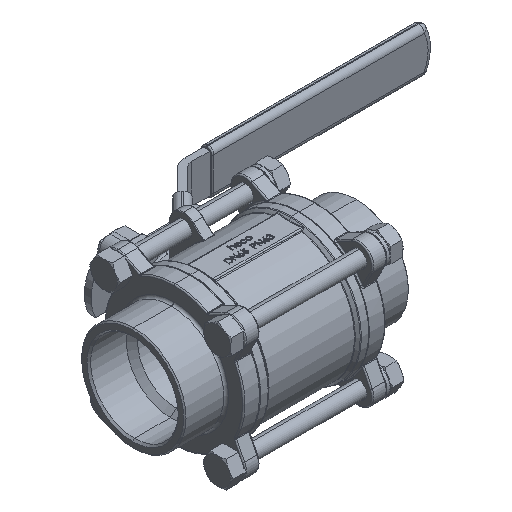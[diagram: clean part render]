
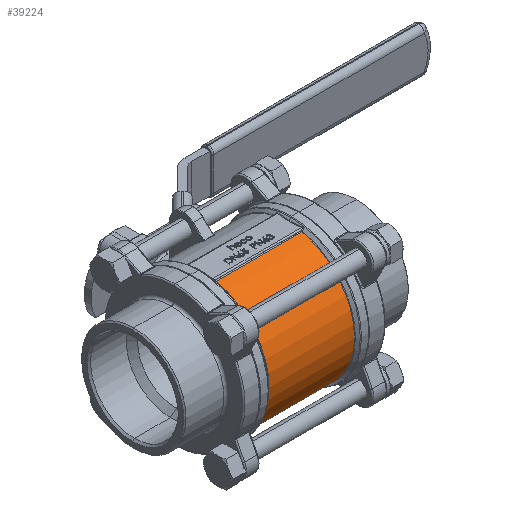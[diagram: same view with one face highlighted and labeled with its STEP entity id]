
A CAD part, isometric view. The second image highlights one B-rep face of the part: STEP entity #39224.
In plain terms, the highlighted cylindrical face has radius 55 mm (diameter 110 mm), a partial arc.
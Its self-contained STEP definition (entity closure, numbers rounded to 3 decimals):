
#1053 = CARTESIAN_POINT ( 'NONE',  ( -35.21, -11.138, -53.86 ) ) ;
#1054 = CARTESIAN_POINT ( 'NONE',  ( -34.654, -11., -53.889 ) ) ;
#1055 = B_SPLINE_CURVE_WITH_KNOTS ( 'NONE', 3,
 ( #1053, #1108, #1107, #1106, #1104, #1103 ),
 .UNSPECIFIED., .F., .F.,
 ( 4, 2, 4 ),
 ( 0., 0., 0.001 ),
 .UNSPECIFIED. ) ;
#1056 = CARTESIAN_POINT ( 'NONE',  ( -35.21, -11.138, -53.86 ) ) ;
#1057 = DIRECTION ( 'NONE',  ( 0., 0., -1. ) ) ;
#1058 = DIRECTION ( 'NONE',  ( 1., 0., 0. ) ) ;
#1059 = AXIS2_PLACEMENT_3D ( 'NONE', #1065, #1058, #1057 ) ;
#1060 = CIRCLE ( 'NONE', #1059, 55. ) ;
#1065 = CARTESIAN_POINT ( 'NONE',  ( -35.21, 0., 0. ) ) ;
#1082 = CARTESIAN_POINT ( 'NONE',  ( 35.21, -11.553, 53.773 ) ) ;
#1083 = DIRECTION ( 'NONE',  ( 0., 0., -1. ) ) ;
#1084 = DIRECTION ( 'NONE',  ( -1., 0., 0. ) ) ;
#1085 = CARTESIAN_POINT ( 'NONE',  ( 35.21, 0., 0. ) ) ;
#1086 = AXIS2_PLACEMENT_3D ( 'NONE', #1085, #1084, #1083 ) ;
#1087 = CARTESIAN_POINT ( 'NONE',  ( 35.21, -11.138, -53.86 ) ) ;
#1089 = CARTESIAN_POINT ( 'NONE',  ( 35.127, -11.088, -53.871 ) ) ;
#1090 = CARTESIAN_POINT ( 'NONE',  ( 35.035, -11.054, -53.878 ) ) ;
#1091 = CARTESIAN_POINT ( 'NONE',  ( 34.847, -11.01, -53.887 ) ) ;
#1092 = CARTESIAN_POINT ( 'NONE',  ( 34.752, -11., -53.889 ) ) ;
#1093 = CARTESIAN_POINT ( 'NONE',  ( 34.654, -11., -53.889 ) ) ;
#1094 = CIRCLE ( 'NONE', #1086, 55. ) ;
#1095 = CARTESIAN_POINT ( 'NONE',  ( 35.21, -11.138, -53.86 ) ) ;
#1097 = B_SPLINE_CURVE_WITH_KNOTS ( 'NONE', 3,
 ( #1093, #1092, #1091, #1090, #1089, #1087 ),
 .UNSPECIFIED., .F., .F.,
 ( 4, 2, 4 ),
 ( 0., 0., 0.001 ),
 .UNSPECIFIED. ) ;
#1099 = CARTESIAN_POINT ( 'NONE',  ( 34.654, -11., -53.889 ) ) ;
#1100 = DIRECTION ( 'NONE',  ( -1., 0., 0. ) ) ;
#1101 = VECTOR ( 'NONE', #1100, 1000. ) ;
#1102 = CARTESIAN_POINT ( 'NONE',  ( 38., -11., -53.889 ) ) ;
#1103 = CARTESIAN_POINT ( 'NONE',  ( -34.654, -11., -53.889 ) ) ;
#1104 = CARTESIAN_POINT ( 'NONE',  ( -34.752, -11., -53.889 ) ) ;
#1106 = CARTESIAN_POINT ( 'NONE',  ( -34.849, -11.01, -53.887 ) ) ;
#1107 = CARTESIAN_POINT ( 'NONE',  ( -35.037, -11.055, -53.878 ) ) ;
#1108 = CARTESIAN_POINT ( 'NONE',  ( -35.126, -11.088, -53.871 ) ) ;
#1109 = LINE ( 'NONE', #1102, #1101 ) ;
#1110 = CARTESIAN_POINT ( 'NONE',  ( 38., 0., 0. ) ) ;
#1126 = FACE_OUTER_BOUND ( 'NONE', #39232, .T. ) ;
#1164 = CARTESIAN_POINT ( 'NONE',  ( -35.21, -11.553, 53.773 ) ) ;
#1165 = DIRECTION ( 'NONE',  ( 0., 0., 1. ) ) ;
#1166 = DIRECTION ( 'NONE',  ( -1., 0., 0. ) ) ;
#1167 = AXIS2_PLACEMENT_3D ( 'NONE', #1110, #1166, #1165 ) ;
#1168 = CYLINDRICAL_SURFACE ( 'NONE', #1167, 55. ) ;
#1288 = DIRECTION ( 'NONE',  ( -1., 0., 0. ) ) ;
#1290 = VECTOR ( 'NONE', #1288, 1000. ) ;
#1291 = CARTESIAN_POINT ( 'NONE',  ( 38., -11.553, 53.773 ) ) ;
#1292 = LINE ( 'NONE', #1291, #1290 ) ;
#39110 = EDGE_CURVE ( 'NONE', #39235, #39117, #1060, .T. ) ;
#39117 = VERTEX_POINT ( 'NONE', #1056 ) ;
#39121 = ORIENTED_EDGE ( 'NONE', *, *, #39125, .T. ) ;
#39125 = EDGE_CURVE ( 'NONE', #39117, #39132, #1055, .T. ) ;
#39132 = VERTEX_POINT ( 'NONE', #1054 ) ;
#39136 = ORIENTED_EDGE ( 'NONE', *, *, #39140, .F. ) ;
#39140 = EDGE_CURVE ( 'NONE', #39145, #39132, #1109, .T. ) ;
#39145 = VERTEX_POINT ( 'NONE', #1099 ) ;
#39149 = ORIENTED_EDGE ( 'NONE', *, *, #39152, .T. ) ;
#39152 = EDGE_CURVE ( 'NONE', #39145, #39157, #1097, .T. ) ;
#39157 = VERTEX_POINT ( 'NONE', #1095 ) ;
#39161 = ORIENTED_EDGE ( 'NONE', *, *, #39165, .T. ) ;
#39165 = EDGE_CURVE ( 'NONE', #39157, #39168, #1094, .T. ) ;
#39168 = VERTEX_POINT ( 'NONE', #1082 ) ;
#39224 = ADVANCED_FACE ( 'NONE', ( #1126 ), #1168, .T. ) ;
#39232 = EDGE_LOOP ( 'NONE', ( #39409, #39121, #39136, #39149, #39161, #39328 ) ) ;
#39235 = VERTEX_POINT ( 'NONE', #1164 ) ;
#39328 = ORIENTED_EDGE ( 'NONE', *, *, #39331, .T. ) ;
#39331 = EDGE_CURVE ( 'NONE', #39168, #39235, #1292, .T. ) ;
#39409 = ORIENTED_EDGE ( 'NONE', *, *, #39110, .T. ) ;
